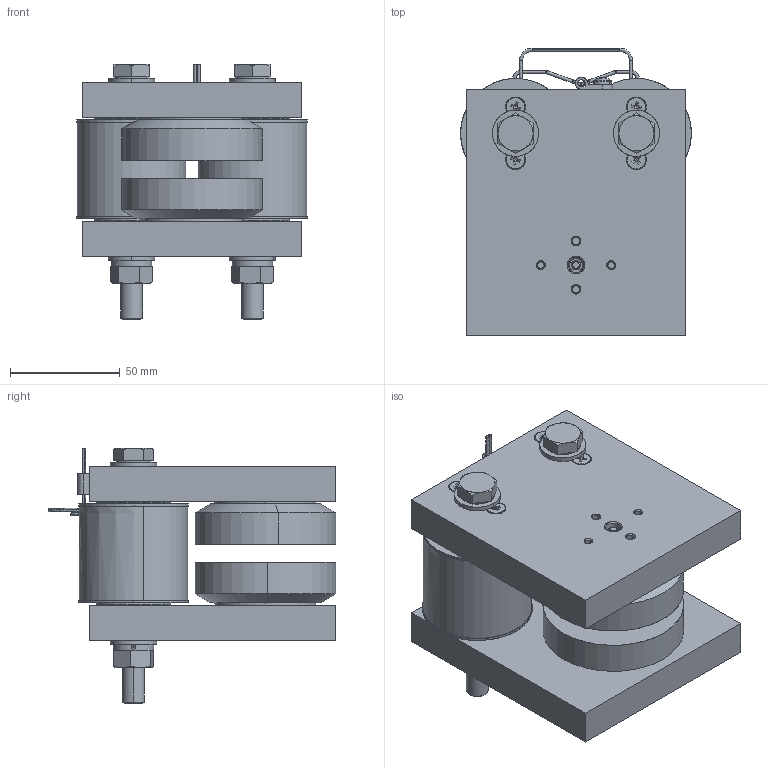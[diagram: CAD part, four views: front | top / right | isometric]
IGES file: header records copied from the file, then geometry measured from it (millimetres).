
Start section: SolidWorks IGES file using analytic representation for surfaces
Global section: file name: GDN-60(Web用).IGS; native system: SolidWorks 2024; preprocessor: SolidWorks 2024; author: 大田貴之,,11; organization: 0; date: 251218.141209; units: millimetre
Bounding box: 105 x 130.75 x 116.4 mm (x, y, z)
Surface area: 93701.5 mm2 (no closed solid volume)
Topology: 0 solids, 0 shells, 717 faces, 9110 edges, 9090 vertices
Faces by surface type: bspline 363, revolution 354
